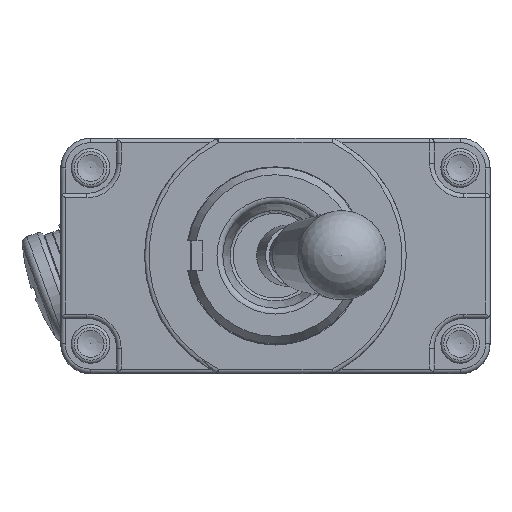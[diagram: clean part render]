
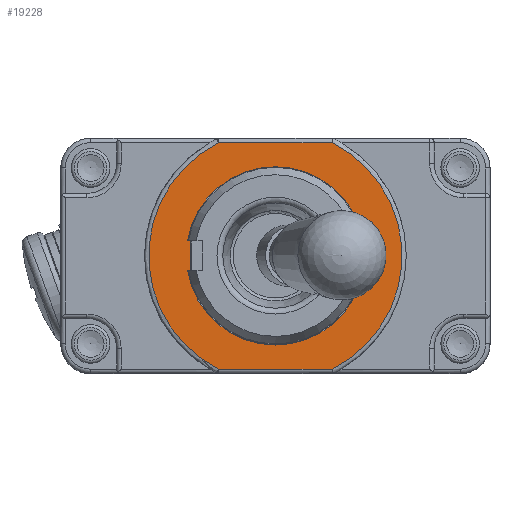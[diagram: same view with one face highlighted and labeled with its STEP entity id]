
A CAD part, top view. The second image highlights one B-rep face of the part: STEP entity #19228.
In plain terms, the highlighted planar face has unit normal (0, 0, 1).
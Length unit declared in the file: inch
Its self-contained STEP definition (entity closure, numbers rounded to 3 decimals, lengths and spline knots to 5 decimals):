
#1411=FACE_BOUND('',#3983,.T.);
#1817=PLANE('',#20292);
#2821=FACE_OUTER_BOUND('',#3982,.T.);
#3982=EDGE_LOOP('',(#17164,#17165,#17166,#17167));
#3983=EDGE_LOOP('',(#17168,#17169,#17170,#17171));
#5622=LINE('',#35131,#7218);
#5623=LINE('',#35135,#7219);
#5624=LINE('',#35141,#7220);
#5625=LINE('',#35143,#7221);
#5626=LINE('',#35144,#7222);
#7218=VECTOR('',#23762,0.3937);
#7219=VECTOR('',#23765,0.3937);
#7220=VECTOR('',#23770,0.3937);
#7221=VECTOR('',#23771,0.3937);
#7222=VECTOR('',#23772,0.3937);
#7701=CIRCLE('',#20293,0.33465);
#7702=CIRCLE('',#20294,0.33465);
#7703=CIRCLE('',#20295,0.23543);
#9440=VERTEX_POINT('',#35129);
#9441=VERTEX_POINT('',#35130);
#9442=VERTEX_POINT('',#35132);
#9443=VERTEX_POINT('',#35134);
#9444=VERTEX_POINT('',#35137);
#9445=VERTEX_POINT('',#35138);
#9446=VERTEX_POINT('',#35140);
#9447=VERTEX_POINT('',#35142);
#12085=EDGE_CURVE('',#9440,#9441,#5622,.T.);
#12086=EDGE_CURVE('',#9442,#9440,#7701,.T.);
#12087=EDGE_CURVE('',#9443,#9442,#5623,.T.);
#12088=EDGE_CURVE('',#9441,#9443,#7702,.T.);
#12089=EDGE_CURVE('',#9444,#9445,#7703,.T.);
#12090=EDGE_CURVE('',#9445,#9446,#5624,.T.);
#12091=EDGE_CURVE('',#9447,#9446,#5625,.T.);
#12092=EDGE_CURVE('',#9447,#9444,#5626,.T.);
#17164=ORIENTED_EDGE('',*,*,#12085,.F.);
#17165=ORIENTED_EDGE('',*,*,#12086,.F.);
#17166=ORIENTED_EDGE('',*,*,#12087,.F.);
#17167=ORIENTED_EDGE('',*,*,#12088,.F.);
#17168=ORIENTED_EDGE('',*,*,#12089,.T.);
#17169=ORIENTED_EDGE('',*,*,#12090,.T.);
#17170=ORIENTED_EDGE('',*,*,#12091,.F.);
#17171=ORIENTED_EDGE('',*,*,#12092,.T.);
#19228=ADVANCED_FACE('',(#2821,#1411),#1817,.T.);
#20292=AXIS2_PLACEMENT_3D('',#35128,#23760,#23761);
#20293=AXIS2_PLACEMENT_3D('',#35133,#23763,#23764);
#20294=AXIS2_PLACEMENT_3D('',#35136,#23766,#23767);
#20295=AXIS2_PLACEMENT_3D('',#35139,#23768,#23769);
#23760=DIRECTION('center_axis',(0.,0.,
1.));
#23761=DIRECTION('ref_axis',(-1.,0.,0.));
#23762=DIRECTION('',(-1.,0.,0.));
#23763=DIRECTION('center_axis',(0.,0.,
-1.));
#23764=DIRECTION('ref_axis',(1.,0.004,0.));
#23765=DIRECTION('',(1.,0.,0.));
#23766=DIRECTION('center_axis',(0.,0.,
-1.));
#23767=DIRECTION('ref_axis',(-1.,0.,0.));
#23768=DIRECTION('center_axis',(0.,0.,
-1.));
#23769=DIRECTION('ref_axis',(-1.,0.,0.));
#23770=DIRECTION('',(1.,0.,0.));
#23771=DIRECTION('',(0.,-1.,0.));
#23772=DIRECTION('',(-1.,0.,0.));
#35128=CARTESIAN_POINT('Origin',(0.,0.,
0.08661));
#35129=CARTESIAN_POINT('',(0.14987,-0.29921,0.08661));
#35130=CARTESIAN_POINT('',(-0.14987,-0.29921,0.08661));
#35131=CARTESIAN_POINT('',(0.24409,-0.29921,0.08661));
#35132=CARTESIAN_POINT('',(0.14987,0.29921,0.08661));
#35133=CARTESIAN_POINT('Origin',(0.,0.,
0.08661));
#35134=CARTESIAN_POINT('',(-0.14987,0.29921,0.08661));
#35135=CARTESIAN_POINT('',(-0.24409,0.29921,0.08661));
#35136=CARTESIAN_POINT('Origin',(0.,0.,
0.08661));
#35137=CARTESIAN_POINT('',(-0.23212,0.03937,0.08661));
#35138=CARTESIAN_POINT('',(-0.23212,-0.03937,0.08661));
#35139=CARTESIAN_POINT('Origin',(0.,0.,
0.08661));
#35140=CARTESIAN_POINT('',(-0.22441,-0.03937,0.08661));
#35141=CARTESIAN_POINT('',(-0.23543,-0.03937,0.08661));
#35142=CARTESIAN_POINT('',(-0.22441,0.03937,0.08661));
#35143=CARTESIAN_POINT('',(-0.22441,0.,0.08661));
#35144=CARTESIAN_POINT('',(-0.23543,0.03937,0.08661));
